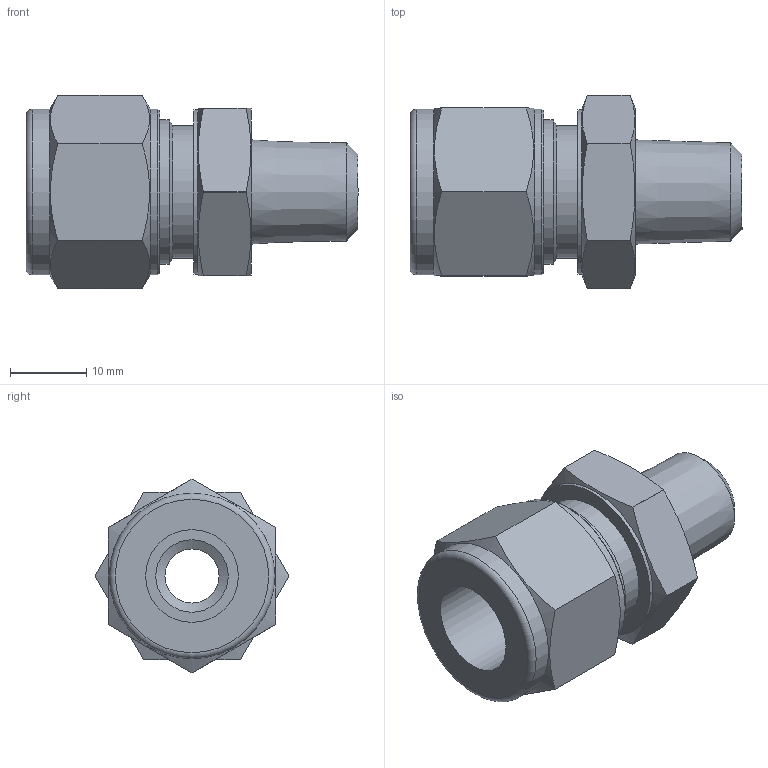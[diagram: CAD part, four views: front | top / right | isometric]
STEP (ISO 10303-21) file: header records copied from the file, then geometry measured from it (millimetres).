
FILE_DESCRIPTION(/* description */ (''),/* implementation_level */ '2;1');
FILE_NAME(/* name */ 'SMC-12M-4R.stp',/* time_stamp */ '2019-03-29T08:30:31+09:00',/* author */ ('HSE-RGT-06'),/* organization */ (''),/* preprocessor_version */ 'ST-DEVELOPER v16.5',/* originating_system */ 'Autodesk Inventor LT',/* authorisation */ '');
FILE_SCHEMA (('AUTOMOTIVE_DESIGN { 1 0 10303 214 3 1 1 }'));
Length unit declared in the file: millimetre
Products named in the file (1): 부품3
Bounding box: 43.52 x 25.4 x 25.41 mm (x, y, z)
Volume: 9609 mm3; surface area: 4985.1 mm2
Topology: 1 solids, 1 shells, 42 faces, 98 edges, 62 vertices
Faces by surface type: plane 18, cylinder 14, cone 9, torus 1
Full cylindrical faces by diameter (mm): 7.1 x1, 9.5 x1, 12.15 x1, 17.35 x1, 18.914 x1, 21.508 x1, 21.704 x2
Entity records: 1074 total; most frequent: CARTESIAN_POINT 225, DIRECTION 172, ORIENTED_EDGE 152, AXIS2_PLACEMENT_3D 77, EDGE_CURVE 76, EDGE_LOOP 66, VERTEX_POINT 58, FACE_OUTER_BOUND 42
